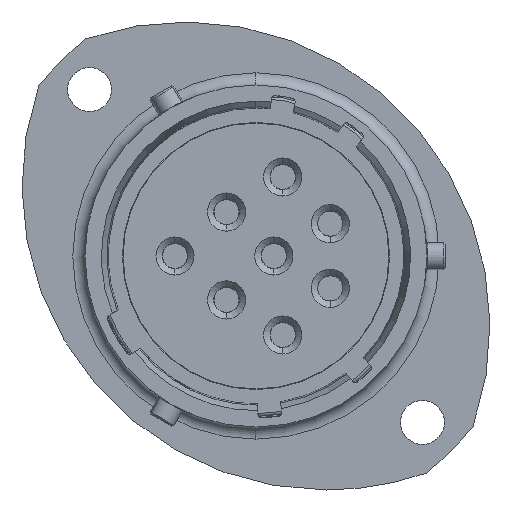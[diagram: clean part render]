
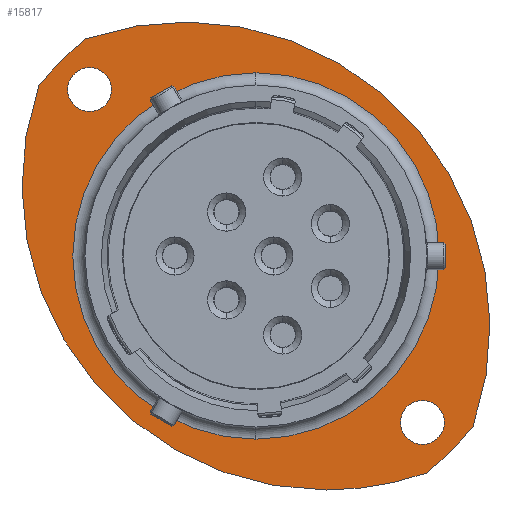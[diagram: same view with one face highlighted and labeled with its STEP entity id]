
A CAD part, left-side view. The second image highlights one B-rep face of the part: STEP entity #15817.
In plain terms, the highlighted planar face has unit normal (-1, 0, 0).
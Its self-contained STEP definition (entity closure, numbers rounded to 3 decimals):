
#218 = CIRCLE ( 'NONE', #20131, 22.5 ) ;
#250 = DIRECTION ( 'NONE',  ( 0., 0., -1. ) ) ;
#347 = ORIENTED_EDGE ( 'NONE', *, *, #8101, .F. ) ;
#401 = ORIENTED_EDGE ( 'NONE', *, *, #2261, .T. ) ;
#509 = CIRCLE ( 'NONE', #10579, 1.625 ) ;
#624 = CIRCLE ( 'NONE', #6452, 22.5 ) ;
#671 = EDGE_CURVE ( 'NONE', #18350, #20059, #218, .T. ) ;
#964 = CIRCLE ( 'NONE', #3626, 20.4 ) ;
#1190 = DIRECTION ( 'NONE',  ( 0., 0., -1. ) ) ;
#1337 = CIRCLE ( 'NONE', #9890, 13.545 ) ;
#1626 = CARTESIAN_POINT ( 'NONE',  ( 15.98, -16.055, -12.585 ) ) ;
#1629 = AXIS2_PLACEMENT_3D ( 'NONE', #20372, #4595, #15859 ) ;
#1793 = ORIENTED_EDGE ( 'NONE', *, *, #13174, .T. ) ;
#1928 = CARTESIAN_POINT ( 'NONE',  ( 15.98, 12.304, 12.304 ) ) ;
#2001 = DIRECTION ( 'NONE',  ( -1., 0., 0. ) ) ;
#2084 = CIRCLE ( 'NONE', #4792, 1.625 ) ;
#2189 = CARTESIAN_POINT ( 'NONE',  ( 15.98, 0., 0. ) ) ;
#2261 = EDGE_CURVE ( 'NONE', #5021, #19016, #624, .T. ) ;
#2565 = AXIS2_PLACEMENT_3D ( 'NONE', #3177, #16126, #14432 ) ;
#3152 = DIRECTION ( 'NONE',  ( 1., 0., 0. ) ) ;
#3177 = CARTESIAN_POINT ( 'NONE',  ( 15.98, -12.304, -12.304 ) ) ;
#3391 = CARTESIAN_POINT ( 'NONE',  ( 15.98, 0., 13.545 ) ) ;
#3586 = EDGE_LOOP ( 'NONE', ( #20206, #8338 ) ) ;
#3626 = AXIS2_PLACEMENT_3D ( 'NONE', #8343, #9950, #6615 ) ;
#3761 = CARTESIAN_POINT ( 'NONE',  ( 15.98, -5.197, 5.197 ) ) ;
#3979 = DIRECTION ( 'NONE',  ( 0., 0., -1. ) ) ;
#4595 = DIRECTION ( 'NONE',  ( -1., 0., 0. ) ) ;
#4792 = AXIS2_PLACEMENT_3D ( 'NONE', #14633, #13597, #10211 ) ;
#4860 = VERTEX_POINT ( 'NONE', #3391 ) ;
#4957 = CARTESIAN_POINT ( 'NONE',  ( 15.98, 0., 0. ) ) ;
#5021 = VERTEX_POINT ( 'NONE', #14572 ) ;
#5455 = DIRECTION ( 'NONE',  ( -1., 0., 0. ) ) ;
#5858 = DIRECTION ( 'NONE',  ( 1., 0., 0. ) ) ;
#6372 = AXIS2_PLACEMENT_3D ( 'NONE', #8151, #19295, #250 ) ;
#6452 = AXIS2_PLACEMENT_3D ( 'NONE', #3761, #14888, #8640 ) ;
#6615 = DIRECTION ( 'NONE',  ( 0., 0., 1. ) ) ;
#6738 = CARTESIAN_POINT ( 'NONE',  ( 15.98, -5.197, -17.303 ) ) ;
#6784 = CIRCLE ( 'NONE', #1629, 1.625 ) ;
#6908 = FACE_OUTER_BOUND ( 'NONE', #20439, .T. ) ;
#7160 = CARTESIAN_POINT ( 'NONE',  ( 15.98, 12.585, 16.055 ) ) ;
#7268 = EDGE_CURVE ( 'NONE', #15485, #18350, #964, .T. ) ;
#7345 = CARTESIAN_POINT ( 'NONE',  ( 15.98, -12.304, -13.929 ) ) ;
#7348 = VERTEX_POINT ( 'NONE', #8551 ) ;
#7899 = PLANE ( 'NONE',  #15689 ) ;
#8101 = EDGE_CURVE ( 'NONE', #13002, #12997, #6784, .T. ) ;
#8151 = CARTESIAN_POINT ( 'NONE',  ( 15.98, -5.197, 5.197 ) ) ;
#8338 = ORIENTED_EDGE ( 'NONE', *, *, #17882, .F. ) ;
#8343 = CARTESIAN_POINT ( 'NONE',  ( 15.98, 0., 0. ) ) ;
#8551 = CARTESIAN_POINT ( 'NONE',  ( 15.98, 0., -13.545 ) ) ;
#8640 = DIRECTION ( 'NONE',  ( 0., 0., -1. ) ) ;
#8641 = FACE_BOUND ( 'NONE', #16039, .T. ) ;
#8685 = CIRCLE ( 'NONE', #13412, 13.545 ) ;
#8973 = CARTESIAN_POINT ( 'NONE',  ( 15.98, 0., 0. ) ) ;
#9409 = CARTESIAN_POINT ( 'NONE',  ( 15.98, -12.585, -16.055 ) ) ;
#9522 = EDGE_CURVE ( 'NONE', #7348, #4860, #8685, .T. ) ;
#9890 = AXIS2_PLACEMENT_3D ( 'NONE', #4957, #3152, #14272 ) ;
#9950 = DIRECTION ( 'NONE',  ( -1., 0., 0. ) ) ;
#10211 = DIRECTION ( 'NONE',  ( 0., 0., -1. ) ) ;
#10405 = EDGE_CURVE ( 'NONE', #18250, #17158, #2084, .T. ) ;
#10579 = AXIS2_PLACEMENT_3D ( 'NONE', #1928, #2001, #13062 ) ;
#11106 = DIRECTION ( 'NONE',  ( 1., 0., 0. ) ) ;
#11403 = CIRCLE ( 'NONE', #6372, 22.5 ) ;
#11817 = EDGE_CURVE ( 'NONE', #20059, #5021, #20575, .T. ) ;
#12360 = CARTESIAN_POINT ( 'NONE',  ( 15.98, 5.197, -5.197 ) ) ;
#12997 = VERTEX_POINT ( 'NONE', #7345 ) ;
#13002 = VERTEX_POINT ( 'NONE', #13662 ) ;
#13062 = DIRECTION ( 'NONE',  ( 0., 0., -1. ) ) ;
#13174 = EDGE_CURVE ( 'NONE', #4860, #7348, #1337, .T. ) ;
#13412 = AXIS2_PLACEMENT_3D ( 'NONE', #8973, #5858, #3979 ) ;
#13597 = DIRECTION ( 'NONE',  ( -1., 0., 0. ) ) ;
#13662 = CARTESIAN_POINT ( 'NONE',  ( 15.98, -12.304, -10.679 ) ) ;
#14005 = ORIENTED_EDGE ( 'NONE', *, *, #11817, .T. ) ;
#14015 = DIRECTION ( 'NONE',  ( -1., 0., 0. ) ) ;
#14046 = AXIS2_PLACEMENT_3D ( 'NONE', #2189, #5455, #19777 ) ;
#14087 = CARTESIAN_POINT ( 'NONE',  ( 15.98, 12.645, 0. ) ) ;
#14272 = DIRECTION ( 'NONE',  ( 0., 0., -1. ) ) ;
#14432 = DIRECTION ( 'NONE',  ( 0., 0., -1. ) ) ;
#14572 = CARTESIAN_POINT ( 'NONE',  ( 15.98, 16.055, 12.585 ) ) ;
#14633 = CARTESIAN_POINT ( 'NONE',  ( 15.98, 12.304, 12.304 ) ) ;
#14888 = DIRECTION ( 'NONE',  ( -1., 0., 0. ) ) ;
#15224 = EDGE_LOOP ( 'NONE', ( #16706, #1793 ) ) ;
#15403 = CARTESIAN_POINT ( 'NONE',  ( 15.98, 12.304, 10.679 ) ) ;
#15485 = VERTEX_POINT ( 'NONE', #9409 ) ;
#15608 = ORIENTED_EDGE ( 'NONE', *, *, #19946, .T. ) ;
#15689 = AXIS2_PLACEMENT_3D ( 'NONE', #14087, #11106, #18971 ) ;
#15817 = ADVANCED_FACE ( 'NONE', ( #8641, #19605, #19099, #6908 ), #7899, .F. ) ;
#15859 = DIRECTION ( 'NONE',  ( 0., 0., -1. ) ) ;
#16039 = EDGE_LOOP ( 'NONE', ( #17327, #347 ) ) ;
#16126 = DIRECTION ( 'NONE',  ( -1., 0., 0. ) ) ;
#16521 = ORIENTED_EDGE ( 'NONE', *, *, #671, .T. ) ;
#16706 = ORIENTED_EDGE ( 'NONE', *, *, #9522, .T. ) ;
#16834 = CARTESIAN_POINT ( 'NONE',  ( 15.98, 12.304, 13.929 ) ) ;
#17158 = VERTEX_POINT ( 'NONE', #16834 ) ;
#17327 = ORIENTED_EDGE ( 'NONE', *, *, #17419, .F. ) ;
#17419 = EDGE_CURVE ( 'NONE', #12997, #13002, #18665, .T. ) ;
#17882 = EDGE_CURVE ( 'NONE', #17158, #18250, #509, .T. ) ;
#18250 = VERTEX_POINT ( 'NONE', #15403 ) ;
#18350 = VERTEX_POINT ( 'NONE', #1626 ) ;
#18665 = CIRCLE ( 'NONE', #2565, 1.625 ) ;
#18971 = DIRECTION ( 'NONE',  ( 0., 0., -1. ) ) ;
#19016 = VERTEX_POINT ( 'NONE', #6738 ) ;
#19099 = FACE_BOUND ( 'NONE', #3586, .T. ) ;
#19295 = DIRECTION ( 'NONE',  ( -1., 0., 0. ) ) ;
#19605 = FACE_BOUND ( 'NONE', #15224, .T. ) ;
#19777 = DIRECTION ( 'NONE',  ( 0., 0., 1. ) ) ;
#19847 = ORIENTED_EDGE ( 'NONE', *, *, #7268, .T. ) ;
#19946 = EDGE_CURVE ( 'NONE', #19016, #15485, #11403, .T. ) ;
#20059 = VERTEX_POINT ( 'NONE', #7160 ) ;
#20131 = AXIS2_PLACEMENT_3D ( 'NONE', #12360, #14015, #1190 ) ;
#20206 = ORIENTED_EDGE ( 'NONE', *, *, #10405, .F. ) ;
#20372 = CARTESIAN_POINT ( 'NONE',  ( 15.98, -12.304, -12.304 ) ) ;
#20439 = EDGE_LOOP ( 'NONE', ( #401, #15608, #19847, #16521, #14005 ) ) ;
#20575 = CIRCLE ( 'NONE', #14046, 20.4 ) ;
